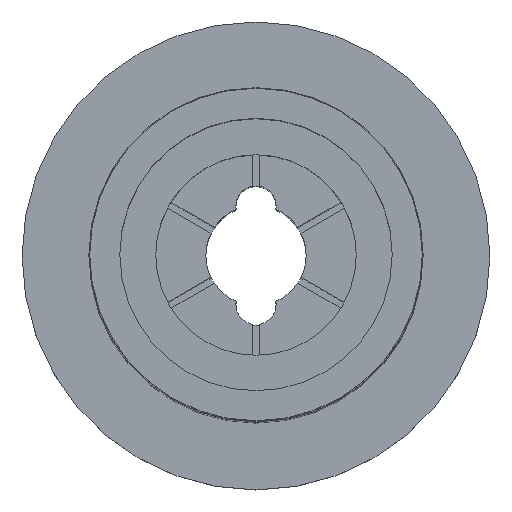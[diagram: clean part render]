
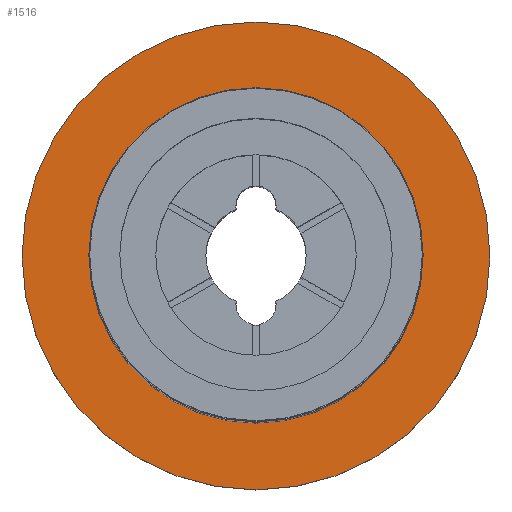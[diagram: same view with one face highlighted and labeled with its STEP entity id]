
A CAD part, top view. The second image highlights one B-rep face of the part: STEP entity #1516.
In plain terms, the highlighted planar face has unit normal (0, 0, 1).
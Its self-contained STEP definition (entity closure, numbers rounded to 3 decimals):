
#29 = CARTESIAN_POINT ( 'NONE',  ( 10., 0., -49. ) ) ;
#61 = DIRECTION ( 'NONE',  ( 0., 0., 1. ) ) ;
#109 = ORIENTED_EDGE ( 'NONE', *, *, #1851, .T. ) ;
#196 = DIRECTION ( 'NONE',  ( -1., 0., 0. ) ) ;
#286 = CARTESIAN_POINT ( 'NONE',  ( 0., 0., -49. ) ) ;
#368 = DIRECTION ( 'NONE',  ( 1., 0., 0. ) ) ;
#428 = VERTEX_POINT ( 'NONE', #1464 ) ;
#600 = VERTEX_POINT ( 'NONE', #1350 ) ;
#634 = DIRECTION ( 'NONE',  ( 0., 0., 1. ) ) ;
#643 = DIRECTION ( 'NONE',  ( 1., 0., 0. ) ) ;
#672 = FACE_OUTER_BOUND ( 'NONE', #1117, .T. ) ;
#676 = CARTESIAN_POINT ( 'NONE',  ( 0., 0., -49. ) ) ;
#683 = ORIENTED_EDGE ( 'NONE', *, *, #1730, .F. ) ;
#755 = DIRECTION ( 'NONE',  ( 1., 0., 0. ) ) ;
#787 = ORIENTED_EDGE ( 'NONE', *, *, #977, .T. ) ;
#796 = FACE_BOUND ( 'NONE', #1598, .T. ) ;
#812 = CARTESIAN_POINT ( 'NONE',  ( 0., 10., -49. ) ) ;
#828 = AXIS2_PLACEMENT_3D ( 'NONE', #2068, #634, #643 ) ;
#977 = EDGE_CURVE ( 'NONE', #428, #1712, #1176, .T. ) ;
#1040 = AXIS2_PLACEMENT_3D ( 'NONE', #812, #1920, #196 ) ;
#1117 = EDGE_LOOP ( 'NONE', ( #787, #109 ) ) ;
#1157 = PLANE ( 'NONE',  #1040 ) ;
#1176 = CIRCLE ( 'NONE', #2026, 14. ) ;
#1195 = DIRECTION ( 'NONE',  ( 1., 0., 0. ) ) ;
#1336 = AXIS2_PLACEMENT_3D ( 'NONE', #676, #61, #368 ) ;
#1350 = CARTESIAN_POINT ( 'NONE',  ( -10., 0., -49. ) ) ;
#1409 = EDGE_CURVE ( 'NONE', #600, #1524, #2058, .T. ) ;
#1461 = CIRCLE ( 'NONE', #1336, 14. ) ;
#1464 = CARTESIAN_POINT ( 'NONE',  ( 14., 0., -49. ) ) ;
#1516 = ADVANCED_FACE ( 'NONE', ( #796, #672 ), #1157, .F. ) ;
#1524 = VERTEX_POINT ( 'NONE', #29 ) ;
#1541 = CARTESIAN_POINT ( 'NONE',  ( 0., 0., -49. ) ) ;
#1598 = EDGE_LOOP ( 'NONE', ( #683, #2053 ) ) ;
#1709 = DIRECTION ( 'NONE',  ( 0., 0., 1. ) ) ;
#1712 = VERTEX_POINT ( 'NONE', #2016 ) ;
#1730 = EDGE_CURVE ( 'NONE', #1524, #600, #1989, .T. ) ;
#1851 = EDGE_CURVE ( 'NONE', #1712, #428, #1461, .T. ) ;
#1902 = DIRECTION ( 'NONE',  ( 0., 0., 1. ) ) ;
#1920 = DIRECTION ( 'NONE',  ( 0., 0., -1. ) ) ;
#1989 = CIRCLE ( 'NONE', #2038, 10. ) ;
#2016 = CARTESIAN_POINT ( 'NONE',  ( -14., 0., -49. ) ) ;
#2026 = AXIS2_PLACEMENT_3D ( 'NONE', #1541, #1709, #755 ) ;
#2038 = AXIS2_PLACEMENT_3D ( 'NONE', #286, #1902, #1195 ) ;
#2053 = ORIENTED_EDGE ( 'NONE', *, *, #1409, .F. ) ;
#2058 = CIRCLE ( 'NONE', #828, 10. ) ;
#2068 = CARTESIAN_POINT ( 'NONE',  ( 0., 0., -49. ) ) ;
